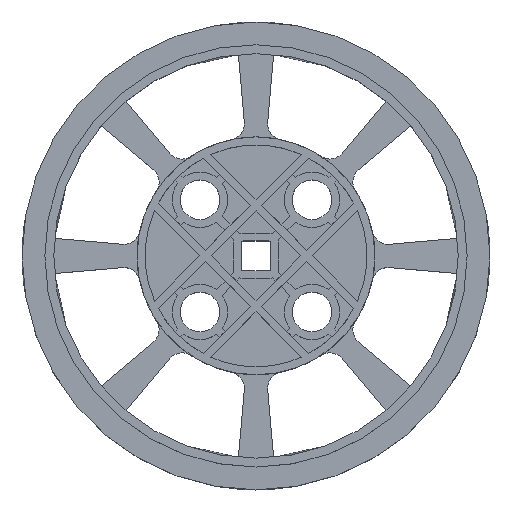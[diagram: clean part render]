
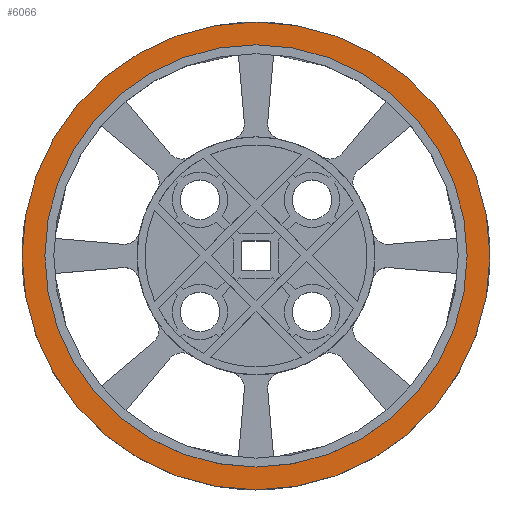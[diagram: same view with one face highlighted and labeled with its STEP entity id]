
A CAD part, top view. The second image highlights one B-rep face of the part: STEP entity #6066.
In plain terms, the highlighted planar face has unit normal (0, 0, 1).
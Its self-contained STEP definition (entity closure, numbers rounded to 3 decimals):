
#288 = VERTEX_POINT ( 'NONE', #4031 ) ;
#312 = EDGE_LOOP ( 'NONE', ( #11635, #5153 ) ) ;
#419 = AXIS2_PLACEMENT_3D ( 'NONE', #3691, #7795, #2910 ) ;
#585 = FACE_OUTER_BOUND ( 'NONE', #771, .T. ) ;
#690 = EDGE_CURVE ( 'NONE', #288, #6978, #9075, .T. ) ;
#771 = EDGE_LOOP ( 'NONE', ( #12308, #5229 ) ) ;
#2038 = DIRECTION ( 'NONE',  ( 1., 0., 0. ) ) ;
#2910 = DIRECTION ( 'NONE',  ( 0., -1., 0. ) ) ;
#3031 = CARTESIAN_POINT ( 'NONE',  ( 0., -26.625, 3.9 ) ) ;
#3353 = CARTESIAN_POINT ( 'NONE',  ( 0., 0., 3.9 ) ) ;
#3485 = DIRECTION ( 'NONE',  ( 0., 0., 1. ) ) ;
#3638 = CARTESIAN_POINT ( 'NONE',  ( -29.5, 0., 3.9 ) ) ;
#3691 = CARTESIAN_POINT ( 'NONE',  ( 0., 0., 3.9 ) ) ;
#4031 = CARTESIAN_POINT ( 'NONE',  ( 29.5, 0., 3.9 ) ) ;
#4274 = CARTESIAN_POINT ( 'NONE',  ( 0., 26.625, 3.9 ) ) ;
#4587 = DIRECTION ( 'NONE',  ( 1., 0., 0. ) ) ;
#4947 = CARTESIAN_POINT ( 'NONE',  ( 0., 0., 3.9 ) ) ;
#5047 = AXIS2_PLACEMENT_3D ( 'NONE', #3353, #3485, #7407 ) ;
#5153 = ORIENTED_EDGE ( 'NONE', *, *, #11236, .F. ) ;
#5229 = ORIENTED_EDGE ( 'NONE', *, *, #8540, .F. ) ;
#5548 = CIRCLE ( 'NONE', #9025, 26.625 ) ;
#6032 = DIRECTION ( 'NONE',  ( 0., 0., -1. ) ) ;
#6066 = ADVANCED_FACE ( 'NONE', ( #9411, #585 ), #11330, .T. ) ;
#6157 = DIRECTION ( 'NONE',  ( 0., 0., 1. ) ) ;
#6576 = AXIS2_PLACEMENT_3D ( 'NONE', #10018, #6157, #2038 ) ;
#6978 = VERTEX_POINT ( 'NONE', #3638 ) ;
#7198 = CIRCLE ( 'NONE', #419, 29.5 ) ;
#7407 = DIRECTION ( 'NONE',  ( 1., 0., 0. ) ) ;
#7795 = DIRECTION ( 'NONE',  ( 0., 0., -1. ) ) ;
#8130 = DIRECTION ( 'NONE',  ( 0., 0., 1. ) ) ;
#8540 = EDGE_CURVE ( 'NONE', #6978, #288, #7198, .T. ) ;
#8677 = VERTEX_POINT ( 'NONE', #3031 ) ;
#9025 = AXIS2_PLACEMENT_3D ( 'NONE', #9541, #8130, #4587 ) ;
#9075 = CIRCLE ( 'NONE', #10126, 29.5 ) ;
#9411 = FACE_BOUND ( 'NONE', #312, .T. ) ;
#9541 = CARTESIAN_POINT ( 'NONE',  ( 0., 0., 3.9 ) ) ;
#10018 = CARTESIAN_POINT ( 'NONE',  ( 0., 0., 3.9 ) ) ;
#10126 = AXIS2_PLACEMENT_3D ( 'NONE', #4947, #6032, #12439 ) ;
#11205 = VERTEX_POINT ( 'NONE', #4274 ) ;
#11236 = EDGE_CURVE ( 'NONE', #11205, #8677, #5548, .T. ) ;
#11330 = PLANE ( 'NONE',  #5047 ) ;
#11635 = ORIENTED_EDGE ( 'NONE', *, *, #11910, .F. ) ;
#11910 = EDGE_CURVE ( 'NONE', #8677, #11205, #12105, .T. ) ;
#12105 = CIRCLE ( 'NONE', #6576, 26.625 ) ;
#12308 = ORIENTED_EDGE ( 'NONE', *, *, #690, .F. ) ;
#12439 = DIRECTION ( 'NONE',  ( 0., -1., 0. ) ) ;
